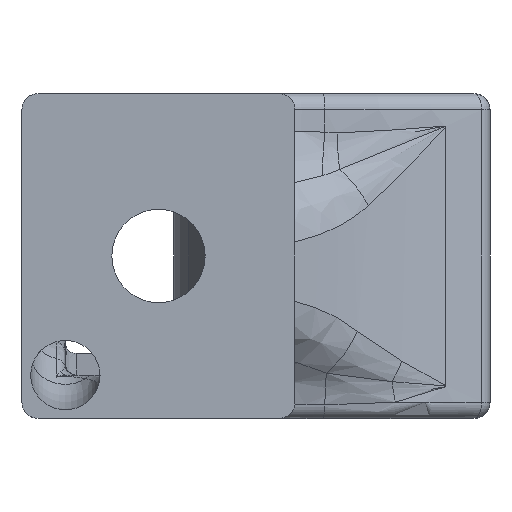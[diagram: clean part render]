
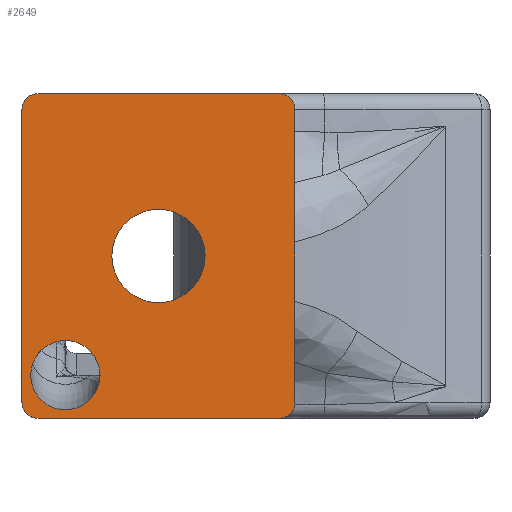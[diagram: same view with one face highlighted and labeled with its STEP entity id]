
A CAD part, front view. The second image highlights one B-rep face of the part: STEP entity #2649.
In plain terms, the highlighted planar face has unit normal (0, -1, 0).
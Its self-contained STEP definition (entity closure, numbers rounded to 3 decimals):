
#85=FACE_BOUND('',#607,.T.);
#86=FACE_BOUND('',#608,.T.);
#122=LINE('',#4547,#257);
#127=LINE('',#4575,#262);
#128=LINE('',#4579,#263);
#129=LINE('',#4583,#264);
#257=VECTOR('',#3122,10.);
#262=VECTOR('',#3139,10.);
#263=VECTOR('',#3142,10.);
#264=VECTOR('',#3145,10.);
#367=PLANE('',#2840);
#444=FACE_OUTER_BOUND('',#606,.T.);
#606=EDGE_LOOP('',(#1871,#1872,#1873,#1874,#1875,#1876,#1877,#1878));
#607=EDGE_LOOP('',(#1879));
#608=EDGE_LOOP('',(#1880));
#946=CIRCLE('',#2832,0.75);
#952=CIRCLE('',#2841,0.75);
#953=CIRCLE('',#2842,0.75);
#954=CIRCLE('',#2843,0.75);
#955=CIRCLE('',#2844,1.6);
#956=CIRCLE('',#2845,2.153);
#1081=VERTEX_POINT('',#4476);
#1082=VERTEX_POINT('',#4477);
#1090=VERTEX_POINT('',#4546);
#1100=VERTEX_POINT('',#4574);
#1101=VERTEX_POINT('',#4576);
#1102=VERTEX_POINT('',#4578);
#1103=VERTEX_POINT('',#4580);
#1104=VERTEX_POINT('',#4582);
#1105=VERTEX_POINT('',#4585);
#1106=VERTEX_POINT('',#4587);
#1374=EDGE_CURVE('',#1081,#1082,#946,.T.);
#1384=EDGE_CURVE('',#1090,#1082,#122,.T.);
#1395=EDGE_CURVE('',#1081,#1100,#127,.T.);
#1396=EDGE_CURVE('',#1101,#1100,#952,.T.);
#1397=EDGE_CURVE('',#1101,#1102,#128,.T.);
#1398=EDGE_CURVE('',#1103,#1102,#953,.T.);
#1399=EDGE_CURVE('',#1103,#1104,#129,.T.);
#1400=EDGE_CURVE('',#1090,#1104,#954,.T.);
#1401=EDGE_CURVE('',#1105,#1105,#955,.T.);
#1402=EDGE_CURVE('',#1106,#1106,#956,.T.);
#1871=ORIENTED_EDGE('',*,*,#1374,.F.);
#1872=ORIENTED_EDGE('',*,*,#1395,.T.);
#1873=ORIENTED_EDGE('',*,*,#1396,.F.);
#1874=ORIENTED_EDGE('',*,*,#1397,.T.);
#1875=ORIENTED_EDGE('',*,*,#1398,.F.);
#1876=ORIENTED_EDGE('',*,*,#1399,.T.);
#1877=ORIENTED_EDGE('',*,*,#1400,.F.);
#1878=ORIENTED_EDGE('',*,*,#1384,.T.);
#1879=ORIENTED_EDGE('',*,*,#1401,.T.);
#1880=ORIENTED_EDGE('',*,*,#1402,.T.);
#2649=ADVANCED_FACE('',(#444,#85,#86),#367,.T.);
#2832=AXIS2_PLACEMENT_3D('',#4478,#3114,#3115);
#2840=AXIS2_PLACEMENT_3D('',#4573,#3137,#3138);
#2841=AXIS2_PLACEMENT_3D('',#4577,#3140,#3141);
#2842=AXIS2_PLACEMENT_3D('',#4581,#3143,#3144);
#2843=AXIS2_PLACEMENT_3D('',#4584,#3146,#3147);
#2844=AXIS2_PLACEMENT_3D('',#4586,#3148,#3149);
#2845=AXIS2_PLACEMENT_3D('',#4588,#3150,#3151);
#3114=DIRECTION('center_axis',(0.,1.,0.));
#3115=DIRECTION('ref_axis',(-0.707,0.,0.707));
#3122=DIRECTION('',(-1.,0.,0.));
#3137=DIRECTION('center_axis',(0.,-1.,0.));
#3138=DIRECTION('ref_axis',(0.,0.,-1.));
#3139=DIRECTION('',(0.,0.,-1.));
#3140=DIRECTION('center_axis',(0.,1.,0.));
#3141=DIRECTION('ref_axis',(-0.707,0.,-0.707));
#3142=DIRECTION('',(1.,0.,0.));
#3143=DIRECTION('center_axis',(0.,1.,0.));
#3144=DIRECTION('ref_axis',(0.707,0.,-0.707));
#3145=DIRECTION('',(0.,0.,1.));
#3146=DIRECTION('center_axis',(0.,1.,0.));
#3147=DIRECTION('ref_axis',(0.707,0.,0.707));
#3148=DIRECTION('center_axis',(0.,1.,0.));
#3149=DIRECTION('ref_axis',(1.,0.,0.));
#3150=DIRECTION('center_axis',(0.,1.,0.));
#3151=DIRECTION('ref_axis',(0.,0.,-1.));
#4476=CARTESIAN_POINT('',(0.,-2.,14.25));
#4477=CARTESIAN_POINT('',(0.75,-2.,15.));
#4478=CARTESIAN_POINT('Origin',(0.75,-2.,14.25));
#4546=CARTESIAN_POINT('',(11.85,-2.,15.));
#4547=CARTESIAN_POINT('',(21.6,-2.,15.));
#4573=CARTESIAN_POINT('Origin',(10.8,-2.,7.5));
#4574=CARTESIAN_POINT('',(0.,-2.,0.75));
#4575=CARTESIAN_POINT('',(0.,-2.,15.));
#4576=CARTESIAN_POINT('',(0.75,-2.,0.));
#4577=CARTESIAN_POINT('Origin',(0.75,-2.,0.75));
#4578=CARTESIAN_POINT('',(11.85,-2.,0.));
#4579=CARTESIAN_POINT('',(0.,-2.,0.));
#4580=CARTESIAN_POINT('',(12.6,-2.,0.75));
#4581=CARTESIAN_POINT('Origin',(11.85,-2.,0.75));
#4582=CARTESIAN_POINT('',(12.6,-2.,14.25));
#4583=CARTESIAN_POINT('',(12.6,-2.,11.25));
#4584=CARTESIAN_POINT('Origin',(11.85,-2.,14.25));
#4585=CARTESIAN_POINT('',(0.4,-2.,2.));
#4586=CARTESIAN_POINT('Origin',(2.,-2.,2.));
#4587=CARTESIAN_POINT('',(6.3,-2.,9.653));
#4588=CARTESIAN_POINT('Origin',(6.3,-2.,7.5));
